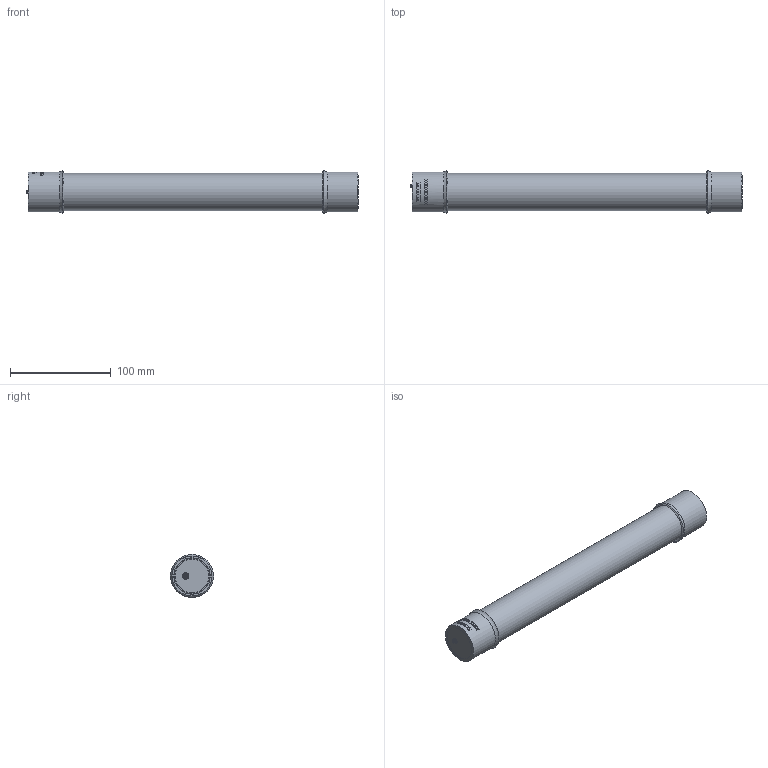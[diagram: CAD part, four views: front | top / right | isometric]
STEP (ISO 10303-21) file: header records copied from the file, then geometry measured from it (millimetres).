
FILE_DESCRIPTION (( 'STEP AP214' ), '1' );
FILE_NAME ('701726rev-.STEP', '2013-11-26T14:20:42', ( '' ), ( '' ), 'SwSTEP 2.0', 'SolidWorks 2013', '' );
FILE_SCHEMA (( 'AUTOMOTIVE_DESIGN' ));
Length unit declared in the file: inch
Products named in the file (1): 701726rev-
Bounding box: 329.56 x 42.85 x 42.85 mm (x, y, z)
Surface area: 96486.5 mm2 (no closed solid volume)
Topology: 0 solids, 12 shells, 402 faces, 1038 edges, 675 vertices
Faces by surface type: bspline 209, plane 114, cylinder 49, torus 16, cone 14
Full cylindrical faces by diameter (mm): 1.321 x1, 2.083 x2, 2.261 x1, 3.175 x1, 3.454 x1, 3.937 x6, 3.962 x1, 31.75 x1, 34.468 x2, 36.093 x4, 36.525 x4, 36.83 x1, 39.675 x2
Entity records: 19768 total; most frequent: CARTESIAN_POINT 6659, ORIENTED_EDGE 1934, EDGE_CURVE 969, DIRECTION 906, B_SPLINE_CURVE_WITH_KNOTS 692, VERTEX_POINT 667, EDGE_LOOP 498, FACE_OUTER_BOUND 448
